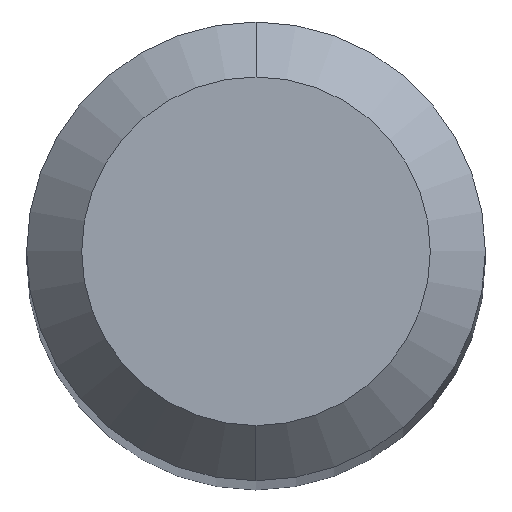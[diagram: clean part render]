
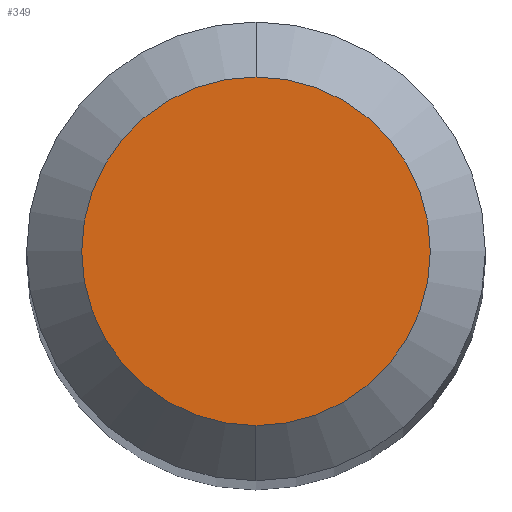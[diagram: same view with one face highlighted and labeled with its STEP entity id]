
A CAD part, top view. The second image highlights one B-rep face of the part: STEP entity #349.
In plain terms, the highlighted planar face has unit normal (0, 0, 1).
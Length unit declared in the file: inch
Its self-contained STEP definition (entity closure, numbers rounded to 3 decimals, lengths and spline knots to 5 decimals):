
#12 = DIRECTION ( 'NONE',  ( 0., -1., 0. ) ) ;
#40 = EDGE_CURVE ( 'NONE', #76, #149, #417, .T. ) ;
#60 = CARTESIAN_POINT ( 'NONE',  ( 0., 0., 0. ) ) ;
#66 = DIRECTION ( 'NONE',  ( 0., 0., 1. ) ) ;
#76 = VERTEX_POINT ( 'NONE', #135 ) ;
#87 = ORIENTED_EDGE ( 'NONE', *, *, #339, .T. ) ;
#96 = CARTESIAN_POINT ( 'NONE',  ( 0., 0., 0. ) ) ;
#134 = CARTESIAN_POINT ( 'NONE',  ( 0., 0.0475, 0. ) ) ;
#135 = CARTESIAN_POINT ( 'NONE',  ( 0., 0.0475, 0. ) ) ;
#140 = PLANE ( 'NONE',  #260 ) ;
#149 = VERTEX_POINT ( 'NONE', #562 ) ;
#190 = CIRCLE ( 'NONE', #515, 0.0475 ) ;
#220 = FACE_OUTER_BOUND ( 'NONE', #344, .T. ) ;
#235 = DIRECTION ( 'NONE',  ( 0., -1., 0. ) ) ;
#260 = AXIS2_PLACEMENT_3D ( 'NONE', #134, #310, #539 ) ;
#289 = AXIS2_PLACEMENT_3D ( 'NONE', #60, #66, #235 ) ;
#310 = DIRECTION ( 'NONE',  ( 0., 0., -1. ) ) ;
#313 = DIRECTION ( 'NONE',  ( 0., 0., 1. ) ) ;
#339 = EDGE_CURVE ( 'NONE', #149, #76, #190, .T. ) ;
#344 = EDGE_LOOP ( 'NONE', ( #457, #87 ) ) ;
#349 = ADVANCED_FACE ( 'NONE', ( #220 ), #140, .F. ) ;
#417 = CIRCLE ( 'NONE', #289, 0.0475 ) ;
#457 = ORIENTED_EDGE ( 'NONE', *, *, #40, .T. ) ;
#515 = AXIS2_PLACEMENT_3D ( 'NONE', #96, #313, #12 ) ;
#539 = DIRECTION ( 'NONE',  ( 0., 1., 0. ) ) ;
#562 = CARTESIAN_POINT ( 'NONE',  ( 0., -0.0475, 0. ) ) ;
